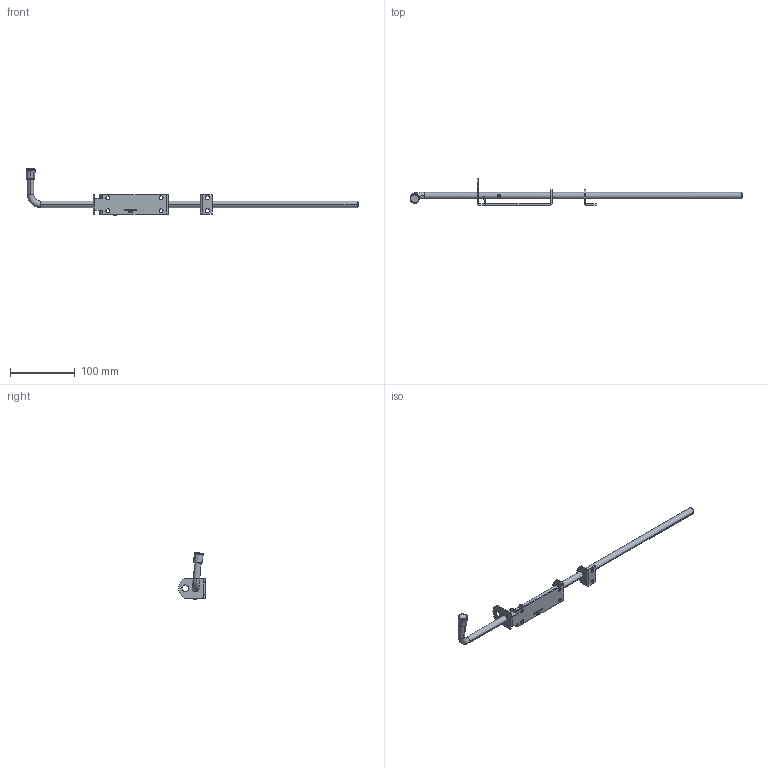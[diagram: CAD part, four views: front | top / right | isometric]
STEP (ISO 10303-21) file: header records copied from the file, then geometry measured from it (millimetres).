
FILE_DESCRIPTION (( 'STEP AP214' ), '1' );
FILE_NAME ('04618-Cane Bolt Stainless Steel Padlockable 500mm.STEP', '2018-11-08T02:06:49', ( '' ), ( '' ), 'SwSTEP 2.0', 'SolidWorks 2018', '' );
FILE_SCHEMA (( 'AUTOMOTIVE_DESIGN' ));
Length unit declared in the file: millimetre
Products named in the file (5): 4618 Sliding Bolt; 4618 Strike; 304 Round Cap 9.5mm; 4618 Base; 04618-Cane Bolt Stainless Steel Padlockable 500mm
Assembly tree (4 placements, depth 2):
  04618-Cane Bolt Stainless Steel Padlockable 500mm
    4618 Sliding Bolt
    4618 Strike
    4618 Base
    304 Round Cap 9.5mm
Bounding box: 512.12 x 40.75 x 72.27 mm (x, y, z)
Volume: 58104.4 mm3; surface area: 33023.5 mm2
Topology: 5 solids, 5 shells, 397 faces, 1014 edges, 660 vertices
Faces by surface type: plane 211, bspline 112, cylinder 62, cone 6, torus 6
Entity records: 18439 total; most frequent: CARTESIAN_POINT 9268, ORIENTED_EDGE 2028, DIRECTION 1492, EDGE_CURVE 1014, VERTEX_POINT 660, VECTOR 640, LINE 640, EDGE_LOOP 450
